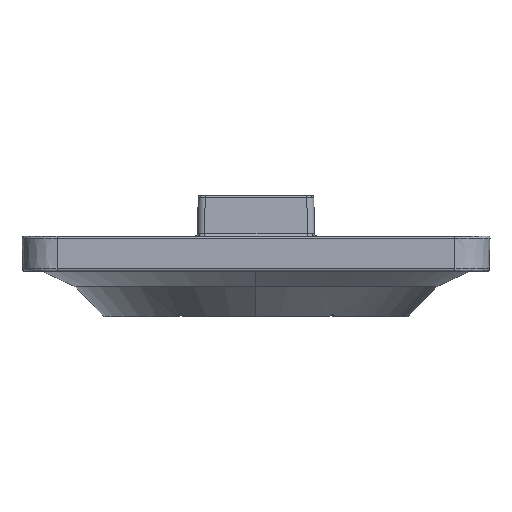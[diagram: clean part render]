
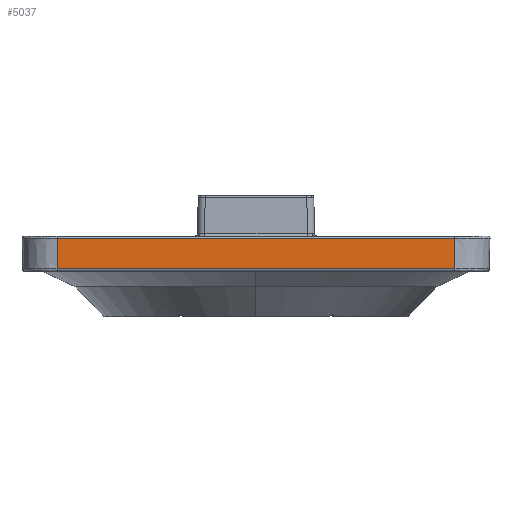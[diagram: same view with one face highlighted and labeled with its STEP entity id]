
A CAD part, left-side view. The second image highlights one B-rep face of the part: STEP entity #5037.
In plain terms, the highlighted planar face has unit normal (-1, 0, -0.018).
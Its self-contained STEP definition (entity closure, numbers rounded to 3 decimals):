
#440 = ORIENTED_EDGE ( 'NONE', *, *, #5296, .T. ) ;
#676 = EDGE_LOOP ( 'NONE', ( #3447, #2242, #440, #6431 ) ) ;
#1091 = LINE ( 'NONE', #2810, #4683 ) ;
#1193 = CARTESIAN_POINT ( 'NONE',  ( -19.951, 17., 0.197 ) ) ;
#1593 = CARTESIAN_POINT ( 'NONE',  ( -19.996, 17., 2.797 ) ) ;
#2242 = ORIENTED_EDGE ( 'NONE', *, *, #5287, .F. ) ;
#2246 = CARTESIAN_POINT ( 'NONE',  ( -19.951, -17., 0.197 ) ) ;
#2356 = CARTESIAN_POINT ( 'NONE',  ( -19.951, 0., 0.197 ) ) ;
#2401 = VECTOR ( 'NONE', #3265, 1000. ) ;
#2617 = AXIS2_PLACEMENT_3D ( 'NONE', #5030, #4807, #4782 ) ;
#2693 = VECTOR ( 'NONE', #3029, 1000. ) ;
#2810 = CARTESIAN_POINT ( 'NONE',  ( -20., 17., 3. ) ) ;
#3029 = DIRECTION ( 'NONE',  ( 0., -1., 0. ) ) ;
#3054 = DIRECTION ( 'NONE',  ( 0.017, 0., -1. ) ) ;
#3265 = DIRECTION ( 'NONE',  ( 0., -1., 0. ) ) ;
#3379 = CARTESIAN_POINT ( 'NONE',  ( -19.996, 0., 2.797 ) ) ;
#3447 = ORIENTED_EDGE ( 'NONE', *, *, #4283, .F. ) ;
#3752 = VECTOR ( 'NONE', #4366, 1000. ) ;
#3946 = FACE_OUTER_BOUND ( 'NONE', #676, .T. ) ;
#3996 = EDGE_CURVE ( 'NONE', #6244, #4690, #6749, .T. ) ;
#4213 = LINE ( 'NONE', #4373, #3752 ) ;
#4243 = VERTEX_POINT ( 'NONE', #4459 ) ;
#4283 = EDGE_CURVE ( 'NONE', #4243, #4690, #4213, .T. ) ;
#4366 = DIRECTION ( 'NONE',  ( 0.017, 0., -1. ) ) ;
#4373 = CARTESIAN_POINT ( 'NONE',  ( -8730.025, -17., 499000. ) ) ;
#4459 = CARTESIAN_POINT ( 'NONE',  ( -19.996, -17., 2.797 ) ) ;
#4547 = LINE ( 'NONE', #3379, #2401 ) ;
#4683 = VECTOR ( 'NONE', #3054, 1000. ) ;
#4690 = VERTEX_POINT ( 'NONE', #2246 ) ;
#4770 = VERTEX_POINT ( 'NONE', #1593 ) ;
#4782 = DIRECTION ( 'NONE',  ( -0.017, 0., 1. ) ) ;
#4807 = DIRECTION ( 'NONE',  ( -1., 0., -0.017 ) ) ;
#5030 = CARTESIAN_POINT ( 'NONE',  ( -20., 0., 3. ) ) ;
#5037 = ADVANCED_FACE ( 'NONE', ( #3946 ), #5234, .T. ) ;
#5234 = PLANE ( 'NONE',  #2617 ) ;
#5287 = EDGE_CURVE ( 'NONE', #4770, #4243, #4547, .T. ) ;
#5296 = EDGE_CURVE ( 'NONE', #4770, #6244, #1091, .T. ) ;
#6244 = VERTEX_POINT ( 'NONE', #1193 ) ;
#6431 = ORIENTED_EDGE ( 'NONE', *, *, #3996, .T. ) ;
#6749 = LINE ( 'NONE', #2356, #2693 ) ;
